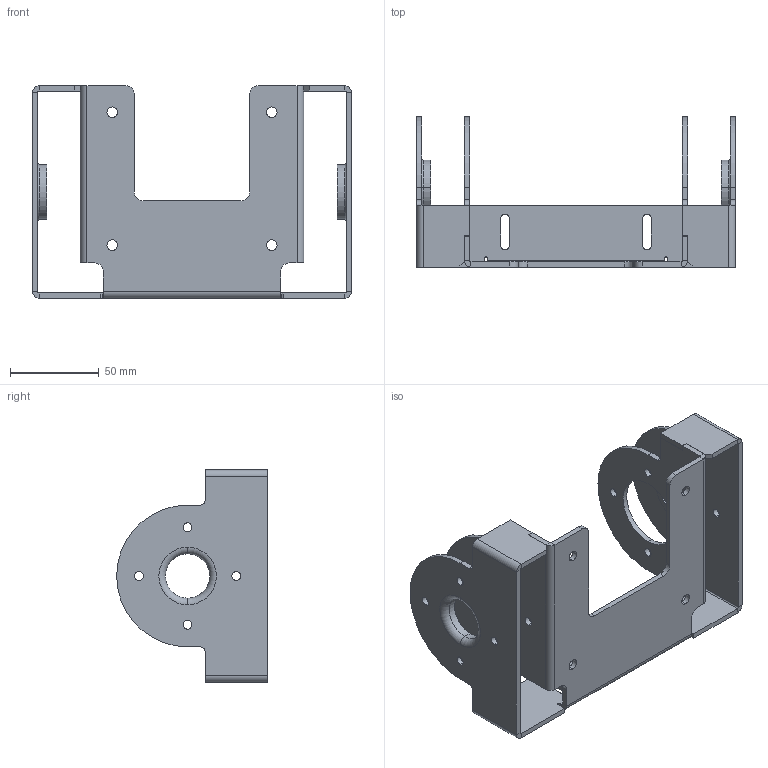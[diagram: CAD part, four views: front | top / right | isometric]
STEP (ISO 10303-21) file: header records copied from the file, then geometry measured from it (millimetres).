
FILE_DESCRIPTION (( 'STEP AP214' ), '1' );
FILE_NAME ('Part26.STEP', '2025-03-03T12:53:41', ( '' ), ( '' ), 'SwSTEP 2.0', 'SolidWorks 2024', '' );
FILE_SCHEMA (( 'AUTOMOTIVE_DESIGN' ));
Length unit declared in the file: millimetre
Products named in the file (1): Part26
Bounding box: 180 x 85 x 120 mm (x, y, z)
Volume: 126215.1 mm3; surface area: 92034.1 mm2
Topology: 1 solids, 1 shells, 192 faces, 492 edges, 304 vertices
Faces by surface type: cylinder 90, plane 86, torus 8, cone 8
Entity records: 5931 total; most frequent: DIRECTION 1082, CARTESIAN_POINT 989, ORIENTED_EDGE 984, EDGE_CURVE 492, AXIS2_PLACEMENT_3D 397, VERTEX_POINT 304, LINE 288, VECTOR 288
